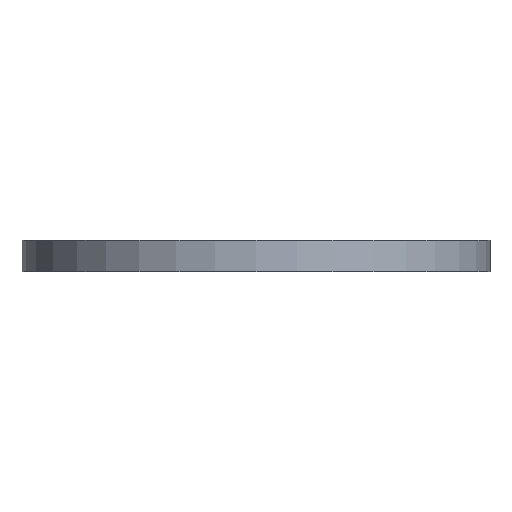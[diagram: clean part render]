
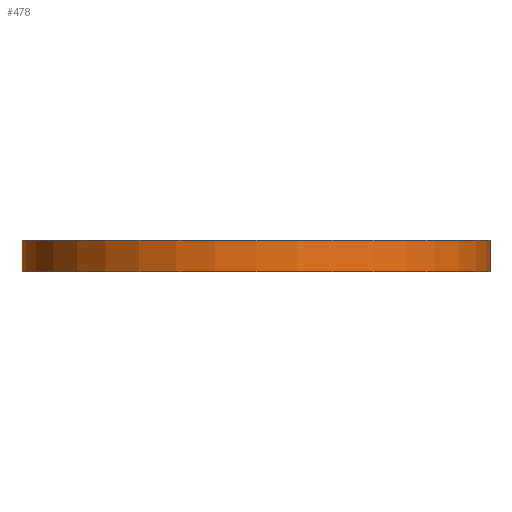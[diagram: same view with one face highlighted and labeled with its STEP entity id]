
A CAD part, front view. The second image highlights one B-rep face of the part: STEP entity #478.
In plain terms, the highlighted cylindrical face has radius 6 mm (diameter 12 mm), a partial arc.
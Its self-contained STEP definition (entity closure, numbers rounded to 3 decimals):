
#17 = VERTEX_POINT ( 'NONE', #173 ) ;
#18 = CARTESIAN_POINT ( 'NONE',  ( -6., 0., 0.4 ) ) ;
#43 = CARTESIAN_POINT ( 'NONE',  ( 0., 0., 0.4 ) ) ;
#57 = EDGE_CURVE ( 'NONE', #17, #235, #240, .T. ) ;
#89 = VERTEX_POINT ( 'NONE', #358 ) ;
#91 = DIRECTION ( 'NONE',  ( 0., 0., -1. ) ) ;
#118 = CARTESIAN_POINT ( 'NONE',  ( -6., 0., -0.4 ) ) ;
#121 = AXIS2_PLACEMENT_3D ( 'NONE', #43, #807, #473 ) ;
#173 = CARTESIAN_POINT ( 'NONE',  ( -6., 0., 0.4 ) ) ;
#214 = VECTOR ( 'NONE', #312, 1000. ) ;
#235 = VERTEX_POINT ( 'NONE', #118 ) ;
#240 = LINE ( 'NONE', #18, #992 ) ;
#249 = CIRCLE ( 'NONE', #315, 6. ) ;
#269 = ORIENTED_EDGE ( 'NONE', *, *, #603, .T. ) ;
#312 = DIRECTION ( 'NONE',  ( 0., 0., -1. ) ) ;
#315 = AXIS2_PLACEMENT_3D ( 'NONE', #921, #741, #582 ) ;
#358 = CARTESIAN_POINT ( 'NONE',  ( 6., 0., 0.4 ) ) ;
#471 = AXIS2_PLACEMENT_3D ( 'NONE', #886, #721, #644 ) ;
#473 = DIRECTION ( 'NONE',  ( 1., 0., 0. ) ) ;
#478 = ADVANCED_FACE ( 'NONE', ( #755 ), #498, .T. ) ;
#498 = CYLINDRICAL_SURFACE ( 'NONE', #471, 6. ) ;
#512 = VERTEX_POINT ( 'NONE', #994 ) ;
#582 = DIRECTION ( 'NONE',  ( 1., 0., 0. ) ) ;
#603 = EDGE_CURVE ( 'NONE', #235, #512, #249, .T. ) ;
#622 = CIRCLE ( 'NONE', #121, 6. ) ;
#644 = DIRECTION ( 'NONE',  ( -1., 0., 0. ) ) ;
#662 = ORIENTED_EDGE ( 'NONE', *, *, #899, .F. ) ;
#721 = DIRECTION ( 'NONE',  ( 0., 0., -1. ) ) ;
#741 = DIRECTION ( 'NONE',  ( 0., 0., 1. ) ) ;
#755 = FACE_OUTER_BOUND ( 'NONE', #912, .T. ) ;
#807 = DIRECTION ( 'NONE',  ( 0., 0., 1. ) ) ;
#825 = CARTESIAN_POINT ( 'NONE',  ( 6., 0., 0.4 ) ) ;
#835 = LINE ( 'NONE', #825, #214 ) ;
#886 = CARTESIAN_POINT ( 'NONE',  ( 0., 0., 0.4 ) ) ;
#899 = EDGE_CURVE ( 'NONE', #17, #89, #622, .T. ) ;
#912 = EDGE_LOOP ( 'NONE', ( #1058, #662, #935, #269 ) ) ;
#921 = CARTESIAN_POINT ( 'NONE',  ( 0., 0., -0.4 ) ) ;
#935 = ORIENTED_EDGE ( 'NONE', *, *, #57, .T. ) ;
#992 = VECTOR ( 'NONE', #91, 1000. ) ;
#994 = CARTESIAN_POINT ( 'NONE',  ( 6., 0., -0.4 ) ) ;
#1058 = ORIENTED_EDGE ( 'NONE', *, *, #1059, .F. ) ;
#1059 = EDGE_CURVE ( 'NONE', #89, #512, #835, .T. ) ;
